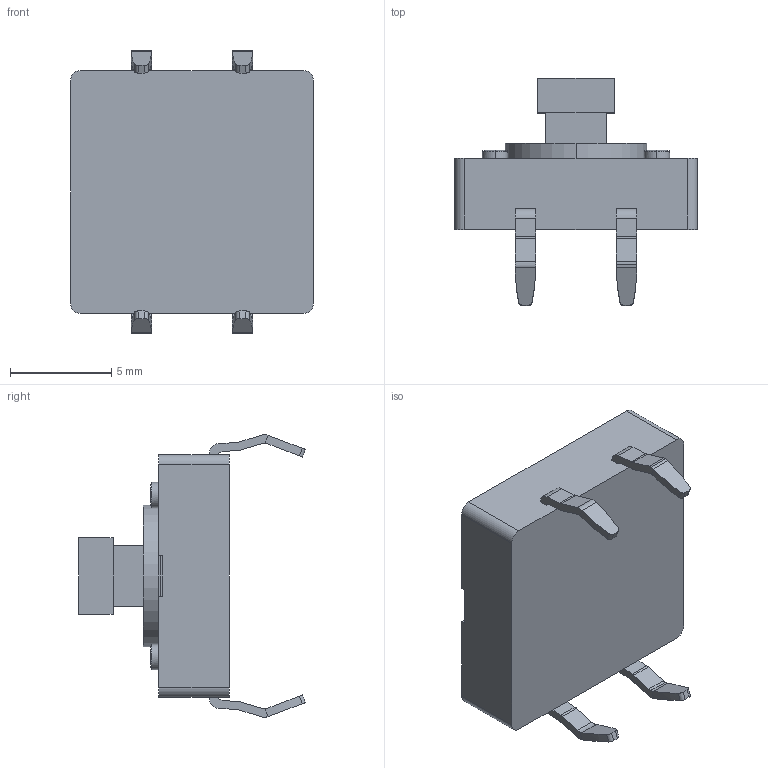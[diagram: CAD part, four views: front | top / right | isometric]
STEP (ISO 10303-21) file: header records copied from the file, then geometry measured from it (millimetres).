
FILE_DESCRIPTION (( 'STEP AP203' ), '1' );
FILE_NAME ('TacticalSW_12,5x5.STEP', '2022-03-29T10:30:41', ( '' ), ( '' ), 'SwSTEP 2.0', 'SolidWorks 2020', '' );
FILE_SCHEMA (( 'CONFIG_CONTROL_DESIGN' ));
Length unit declared in the file: millimetre
Products named in the file (1): TacticalSW_12,5x5
Bounding box: 12 x 11.2 x 13.95 mm (x, y, z)
Volume: 578.4 mm3; surface area: 588.9 mm2
Topology: 1 solids, 1 shells, 156 faces, 406 edges, 264 vertices
Faces by surface type: plane 82, cylinder 66, bspline 8
Entity records: 5739 total; most frequent: CARTESIAN_POINT 1819, ORIENTED_EDGE 812, DIRECTION 796, EDGE_CURVE 406, AXIS2_PLACEMENT_3D 273, VERTEX_POINT 264, LINE 250, VECTOR 250
